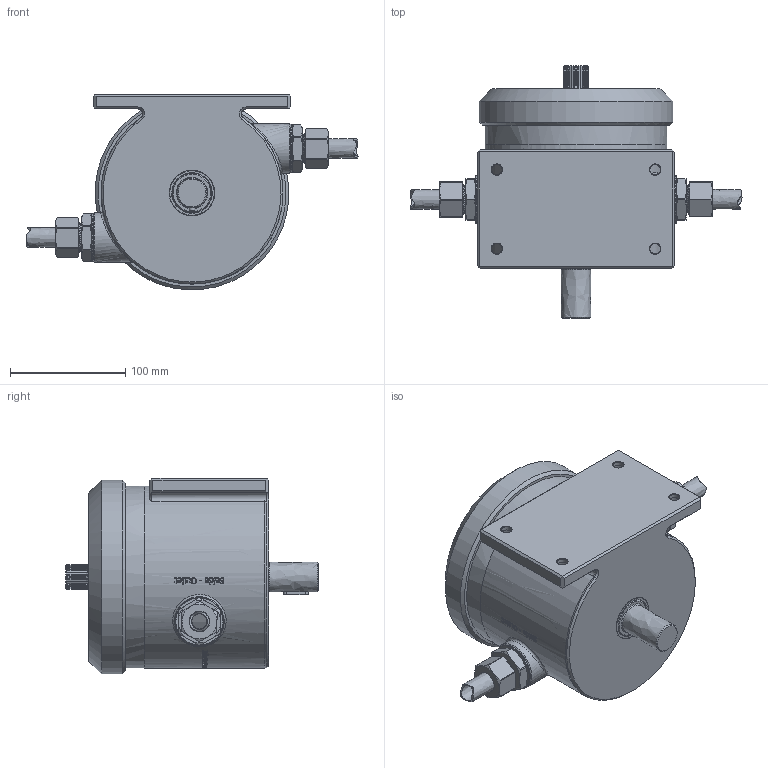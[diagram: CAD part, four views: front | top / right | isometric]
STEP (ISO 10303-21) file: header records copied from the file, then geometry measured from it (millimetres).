
FILE_DESCRIPTION(('FreeCAD Model'),'2;1');
FILE_NAME('Open CASCADE Shape Model','2025-04-17T05:10:41',('FreeCAD'),( 'FreeCAD'),'Open CASCADE STEP processor 7.6','FreeCAD','Unknown');
FILE_SCHEMA(('AUTOMOTIVE_DESIGN { 1 0 10303 214 1 1 1 1 }'));
Products named in the file (1): Open CASCADE STEP translator 7.6 1
Bounding box: 288.69 x 219.3 x 170.22 mm (x, y, z)
Volume: 3290972.8 mm3; surface area: 454500.6 mm2
Topology: 28 solids, 29 shells, 1664 faces, 4888 edges, 3806 vertices
Faces by surface type: bspline 1664
Entity records: 71807 total; most frequent: CARTESIAN_POINT 44538, ORIENTED_EDGE 8898, EDGE_CURVE 4451, B_SPLINE_CURVE_WITH_KNOTS 3432, VERTEX_POINT 2986, FACE_BOUND 1875, EDGE_LOOP 1875, ADVANCED_FACE 1664
